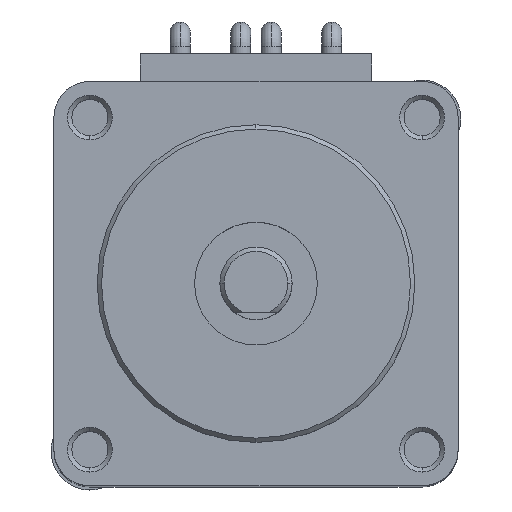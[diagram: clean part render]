
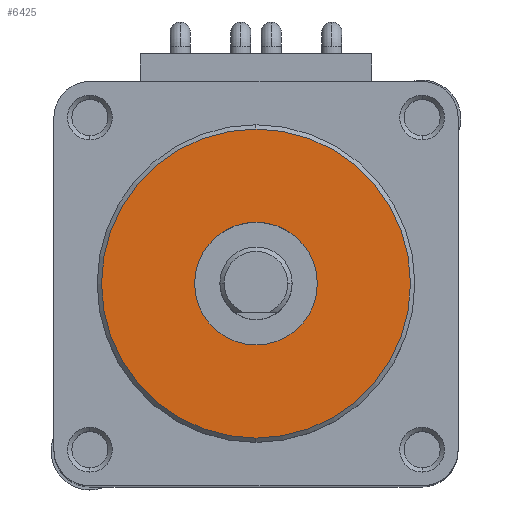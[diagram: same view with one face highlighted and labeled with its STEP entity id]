
A CAD part, top view. The second image highlights one B-rep face of the part: STEP entity #6425.
In plain terms, the highlighted face is planar.
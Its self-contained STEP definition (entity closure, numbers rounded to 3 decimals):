
#113 = DIRECTION ( 'NONE',  ( 0., -1., 0. ) ) ;
#285 = VERTEX_POINT ( 'NONE', #3817 ) ;
#1272 = CARTESIAN_POINT ( 'NONE',  ( 0., 53., 10.7 ) ) ;
#1323 = EDGE_CURVE ( 'NONE', #285, #19918, #18750, .T. ) ;
#1737 = AXIS2_PLACEMENT_3D ( 'NONE', #22093, #22994, #8918 ) ;
#2200 = VERTEX_POINT ( 'NONE', #11203 ) ;
#2415 = CIRCLE ( 'NONE', #21257, 10.7 ) ;
#3000 = DIRECTION ( 'NONE',  ( 0., -1., 0. ) ) ;
#3302 = ORIENTED_EDGE ( 'NONE', *, *, #19301, .F. ) ;
#3554 = AXIS2_PLACEMENT_3D ( 'NONE', #19754, #8811, #21553 ) ;
#3808 = ORIENTED_EDGE ( 'NONE', *, *, #13340, .T. ) ;
#3817 = CARTESIAN_POINT ( 'NONE',  ( 0., 53., 4.25 ) ) ;
#4800 = CARTESIAN_POINT ( 'NONE',  ( 0., 53., 0. ) ) ;
#6425 = ADVANCED_FACE ( 'NONE', ( #12465, #22112 ), #12007, .T. ) ;
#6648 = DIRECTION ( 'NONE',  ( 0., 0., 1. ) ) ;
#6662 = CARTESIAN_POINT ( 'NONE',  ( 0., 53., -4.25 ) ) ;
#8115 = ORIENTED_EDGE ( 'NONE', *, *, #9980, .F. ) ;
#8811 = DIRECTION ( 'NONE',  ( 0., -1., 0. ) ) ;
#8918 = DIRECTION ( 'NONE',  ( 0., 0., 1. ) ) ;
#9634 = AXIS2_PLACEMENT_3D ( 'NONE', #13955, #3000, #15783 ) ;
#9708 = CIRCLE ( 'NONE', #3554, 10.7 ) ;
#9980 = EDGE_CURVE ( 'NONE', #2200, #15480, #2415, .T. ) ;
#11040 = CARTESIAN_POINT ( 'NONE',  ( 0., 53., 0. ) ) ;
#11203 = CARTESIAN_POINT ( 'NONE',  ( 0., 53., -10.7 ) ) ;
#12007 = PLANE ( 'NONE',  #12746 ) ;
#12465 = FACE_BOUND ( 'NONE', #16961, .T. ) ;
#12746 = AXIS2_PLACEMENT_3D ( 'NONE', #4800, #17534, #6648 ) ;
#12872 = DIRECTION ( 'NONE',  ( 0., 0., -1. ) ) ;
#13246 = EDGE_LOOP ( 'NONE', ( #8115, #3302 ) ) ;
#13269 = CIRCLE ( 'NONE', #9634, 4.25 ) ;
#13340 = EDGE_CURVE ( 'NONE', #19918, #285, #13269, .T. ) ;
#13955 = CARTESIAN_POINT ( 'NONE',  ( 0., 53., 0. ) ) ;
#14069 = ORIENTED_EDGE ( 'NONE', *, *, #1323, .T. ) ;
#15480 = VERTEX_POINT ( 'NONE', #1272 ) ;
#15783 = DIRECTION ( 'NONE',  ( 0., 0., 1. ) ) ;
#16961 = EDGE_LOOP ( 'NONE', ( #14069, #3808 ) ) ;
#17534 = DIRECTION ( 'NONE',  ( 0., 1., 0. ) ) ;
#18750 = CIRCLE ( 'NONE', #1737, 4.25 ) ;
#19301 = EDGE_CURVE ( 'NONE', #15480, #2200, #9708, .T. ) ;
#19754 = CARTESIAN_POINT ( 'NONE',  ( 0., 53., 0. ) ) ;
#19918 = VERTEX_POINT ( 'NONE', #6662 ) ;
#21257 = AXIS2_PLACEMENT_3D ( 'NONE', #11040, #113, #12872 ) ;
#21553 = DIRECTION ( 'NONE',  ( 0., 0., -1. ) ) ;
#22093 = CARTESIAN_POINT ( 'NONE',  ( 0., 53., 0. ) ) ;
#22112 = FACE_OUTER_BOUND ( 'NONE', #13246, .T. ) ;
#22994 = DIRECTION ( 'NONE',  ( 0., -1., 0. ) ) ;
